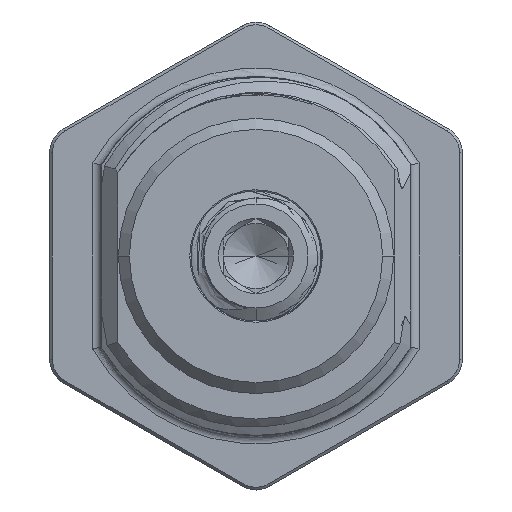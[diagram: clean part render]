
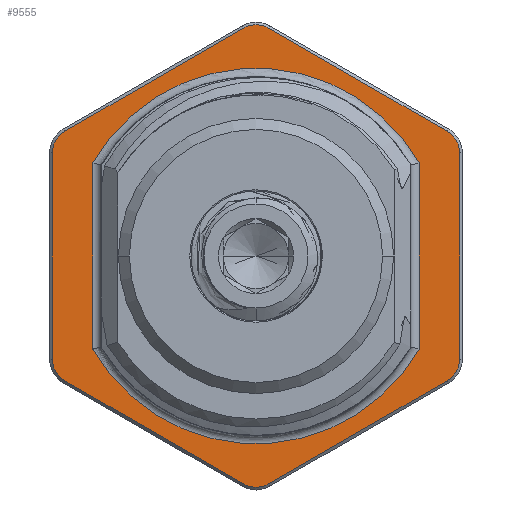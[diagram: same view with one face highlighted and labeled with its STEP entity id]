
A CAD part, front view. The second image highlights one B-rep face of the part: STEP entity #9555.
In plain terms, the highlighted planar face has unit normal (0, -1, 0).
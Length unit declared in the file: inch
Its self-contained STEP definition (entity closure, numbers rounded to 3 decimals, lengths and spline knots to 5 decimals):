
#1190=DIRECTION('',(0.,0.,-1.));
#1191=VECTOR('',#1190,0.6775);
#1192=CARTESIAN_POINT('',(0.5925,0.2,0.33875));
#1193=LINE('',#1192,#1191);
#1194=CARTESIAN_POINT('',(0.,0.2,0.));
#1195=DIRECTION('',(0.,-1.,0.));
#1196=DIRECTION('',(0.868,0.,0.496));
#1197=AXIS2_PLACEMENT_3D('',#1194,#1195,#1196);
#1199=DIRECTION('',(0.,0.,1.));
#1200=VECTOR('',#1199,0.6775);
#1201=CARTESIAN_POINT('',(-0.5925,0.2,-0.33875));
#1202=LINE('',#1201,#1200);
#1203=CARTESIAN_POINT('',(0.,0.2,0.));
#1204=DIRECTION('',(0.,-1.,0.));
#1205=DIRECTION('',(-0.868,0.,-0.496));
#1206=AXIS2_PLACEMENT_3D('',#1203,#1204,#1205);
#1208=CARTESIAN_POINT('',(0.65,0.19999,0.37528));
#1209=DIRECTION('',(0.,-1.,0.));
#1210=DIRECTION('',(1.,0.,0.));
#1211=AXIS2_PLACEMENT_3D('',#1208,#1209,#1210);
#1213=DIRECTION('',(0.,0.,1.));
#1214=VECTOR('',#1213,0.75056);
#1215=CARTESIAN_POINT('',(0.74,0.2,
-0.37528));
#1216=LINE('',#1215,#1214);
#1217=CARTESIAN_POINT('',(0.65,0.19999,-0.37528));
#1218=DIRECTION('',(0.,-1.,0.));
#1219=DIRECTION('',(0.5,0.,-0.866));
#1220=AXIS2_PLACEMENT_3D('',#1217,#1218,#1219);
#1222=DIRECTION('',(0.866,0.,0.5));
#1223=VECTOR('',#1222,0.75056);
#1224=CARTESIAN_POINT('',(0.045,0.2,
-0.8285));
#1225=LINE('',#1224,#1223);
#1226=CARTESIAN_POINT('',(0.,0.19999,-0.75056));
#1227=DIRECTION('',(0.,-1.,0.));
#1228=DIRECTION('',(-0.5,0.,-0.866));
#1229=AXIS2_PLACEMENT_3D('',#1226,#1227,#1228);
#1231=DIRECTION('',(0.866,0.,-0.5));
#1232=VECTOR('',#1231,0.75056);
#1233=CARTESIAN_POINT('',(-0.695,0.2,
-0.45322));
#1234=LINE('',#1233,#1232);
#1235=CARTESIAN_POINT('',(-0.65,0.19999,-0.37528));
#1236=DIRECTION('',(0.,-1.,0.));
#1237=DIRECTION('',(-1.,0.,0.));
#1238=AXIS2_PLACEMENT_3D('',#1235,#1236,#1237);
#1240=DIRECTION('',(0.,0.,-1.));
#1241=VECTOR('',#1240,0.75056);
#1242=CARTESIAN_POINT('',(-0.74,0.2,
0.37528));
#1243=LINE('',#1242,#1241);
#1244=CARTESIAN_POINT('',(-0.65,0.19999,0.37528));
#1245=DIRECTION('',(0.,-1.,0.));
#1246=DIRECTION('',(-0.5,0.,0.866));
#1247=AXIS2_PLACEMENT_3D('',#1244,#1245,#1246);
#1249=DIRECTION('',(-0.866,0.,-0.5));
#1250=VECTOR('',#1249,0.75056);
#1251=CARTESIAN_POINT('',(-0.045,0.2,
0.8285));
#1252=LINE('',#1251,#1250);
#1253=CARTESIAN_POINT('',(0.,0.19999,0.75056));
#1254=DIRECTION('',(0.,-1.,0.));
#1255=DIRECTION('',(0.5,0.,0.866));
#1256=AXIS2_PLACEMENT_3D('',#1253,#1254,#1255);
#1258=DIRECTION('',(-0.866,0.,0.5));
#1259=VECTOR('',#1258,0.75056);
#1260=CARTESIAN_POINT('',(0.695,0.2,
0.45322));
#1261=LINE('',#1260,#1259);
#6490=CARTESIAN_POINT('',(0.5925,0.2,0.33875));
#6491=CARTESIAN_POINT('',(0.5925,0.2,-0.33875));
#6492=VERTEX_POINT('',#6490);
#6493=VERTEX_POINT('',#6491);
#6498=CARTESIAN_POINT('',(-0.5925,0.2,-0.33875));
#6499=CARTESIAN_POINT('',(-0.5925,0.2,0.33875));
#6500=VERTEX_POINT('',#6498);
#6501=VERTEX_POINT('',#6499);
#6550=CARTESIAN_POINT('',(0.74,0.19999,
0.37528));
#6551=CARTESIAN_POINT('',(0.695,0.19999,
0.45322));
#6552=VERTEX_POINT('',#6550);
#6553=VERTEX_POINT('',#6551);
#6558=CARTESIAN_POINT('',(0.045,0.2,
0.8285));
#6559=VERTEX_POINT('',#6558);
#6562=CARTESIAN_POINT('',(-0.045,0.19999,
0.8285));
#6563=VERTEX_POINT('',#6562);
#6566=CARTESIAN_POINT('',(-0.695,0.2,
0.45322));
#6567=VERTEX_POINT('',#6566);
#6570=CARTESIAN_POINT('',(-0.74,0.19999,
0.37528));
#6571=VERTEX_POINT('',#6570);
#6574=CARTESIAN_POINT('',(-0.74,0.2,
-0.37528));
#6575=VERTEX_POINT('',#6574);
#6578=CARTESIAN_POINT('',(-0.695,0.19999,
-0.45322));
#6579=VERTEX_POINT('',#6578);
#6582=CARTESIAN_POINT('',(-0.045,0.2,
-0.8285));
#6583=VERTEX_POINT('',#6582);
#6586=CARTESIAN_POINT('',(0.045,0.19999,
-0.8285));
#6587=VERTEX_POINT('',#6586);
#6590=CARTESIAN_POINT('',(0.695,0.2,
-0.45322));
#6591=VERTEX_POINT('',#6590);
#6594=CARTESIAN_POINT('',(0.74,0.19999,
-0.37528));
#6595=VERTEX_POINT('',#6594);
#9518=CARTESIAN_POINT('',(0.,0.2,0.));
#9519=DIRECTION('',(0.,1.,0.));
#9520=DIRECTION('',(1.,0.,0.));
#9521=AXIS2_PLACEMENT_3D('',#9518,#9519,#9520);
#9522=PLANE('',#9521);
#9524=ORIENTED_EDGE('',*,*,#9523,.F.);
#9526=ORIENTED_EDGE('',*,*,#9525,.F.);
#9528=ORIENTED_EDGE('',*,*,#9527,.F.);
#9530=ORIENTED_EDGE('',*,*,#9529,.F.);
#9532=ORIENTED_EDGE('',*,*,#9531,.F.);
#9534=ORIENTED_EDGE('',*,*,#9533,.F.);
#9536=ORIENTED_EDGE('',*,*,#9535,.F.);
#9538=ORIENTED_EDGE('',*,*,#9537,.F.);
#9540=ORIENTED_EDGE('',*,*,#9539,.F.);
#9542=ORIENTED_EDGE('',*,*,#9541,.F.);
#9544=ORIENTED_EDGE('',*,*,#9543,.F.);
#9546=ORIENTED_EDGE('',*,*,#9545,.F.);
#9547=EDGE_LOOP('',(#9524,#9526,#9528,#9530,#9532,#9534,#9536,#9538,#9540,#9542,
#9544,#9546));
#9548=FACE_OUTER_BOUND('',#9547,.F.);
#9549=ORIENTED_EDGE('',*,*,#9498,.F.);
#9550=ORIENTED_EDGE('',*,*,#9510,.T.);
#9551=ORIENTED_EDGE('',*,*,#9349,.F.);
#9552=ORIENTED_EDGE('',*,*,#9366,.T.);
#9553=EDGE_LOOP('',(#9549,#9550,#9551,#9552));
#9554=FACE_BOUND('',#9553,.F.);
#9555=ADVANCED_FACE('',(#9548,#9554),#9522,.F.);
#1198=CIRCLE('',#1197,0.6825);
#1207=CIRCLE('',#1206,0.6825);
#1212=CIRCLE('',#1211,0.09);
#1221=CIRCLE('',#1220,0.09);
#1230=CIRCLE('',#1229,0.09);
#1239=CIRCLE('',#1238,0.09);
#1248=CIRCLE('',#1247,0.09);
#1257=CIRCLE('',#1256,0.09);
#9349=EDGE_CURVE('',#6500,#6501,#1202,.T.);
#9366=EDGE_CURVE('',#6500,#6493,#1207,.T.);
#9498=EDGE_CURVE('',#6492,#6493,#1193,.T.);
#9510=EDGE_CURVE('',#6492,#6501,#1198,.T.);
#9523=EDGE_CURVE('',#6552,#6553,#1212,.T.);
#9525=EDGE_CURVE('',#6595,#6552,#1216,.T.);
#9527=EDGE_CURVE('',#6591,#6595,#1221,.T.);
#9529=EDGE_CURVE('',#6587,#6591,#1225,.T.);
#9531=EDGE_CURVE('',#6583,#6587,#1230,.T.);
#9533=EDGE_CURVE('',#6579,#6583,#1234,.T.);
#9535=EDGE_CURVE('',#6575,#6579,#1239,.T.);
#9537=EDGE_CURVE('',#6571,#6575,#1243,.T.);
#9539=EDGE_CURVE('',#6567,#6571,#1248,.T.);
#9541=EDGE_CURVE('',#6563,#6567,#1252,.T.);
#9543=EDGE_CURVE('',#6559,#6563,#1257,.T.);
#9545=EDGE_CURVE('',#6553,#6559,#1261,.T.);
